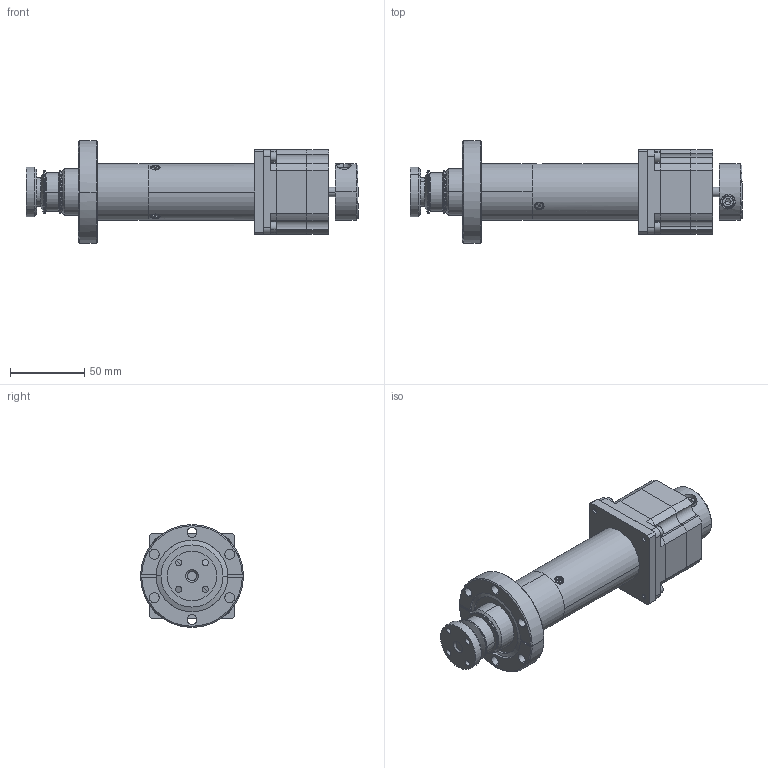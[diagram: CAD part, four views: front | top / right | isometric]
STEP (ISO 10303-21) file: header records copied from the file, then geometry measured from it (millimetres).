
FILE_DESCRIPTION (( 'STEP AP214' ), '1' );
FILE_NAME ('FLMR-275-50-1_MS.STEP', '2016-07-05T21:26:58', ( 'My Thermionics' ), ( '' ), 'SwSTEP 2.0', 'SolidWorks 2010', '' );
FILE_SCHEMA (( 'AUTOMOTIVE_DESIGN' ));
Length unit declared in the file: inch
Products named in the file (1): FLMR-275-50-1_MS
Bounding box: 223.93 x 69.34 x 69.34 mm (x, y, z)
Surface area: 68618 mm2 (no closed solid volume)
Topology: 0 solids, 33 shells, 337 faces, 957 edges, 619 vertices
Faces by surface type: cylinder 147, plane 144, cone 46
Entity records: 16074 total; most frequent: CARTESIAN_POINT 2809, DIRECTION 1980, ORIENTED_EDGE 1606, EDGE_CURVE 947, AXIS2_PLACEMENT_3D 736, VERTEX_POINT 619, LINE 508, VECTOR 508
